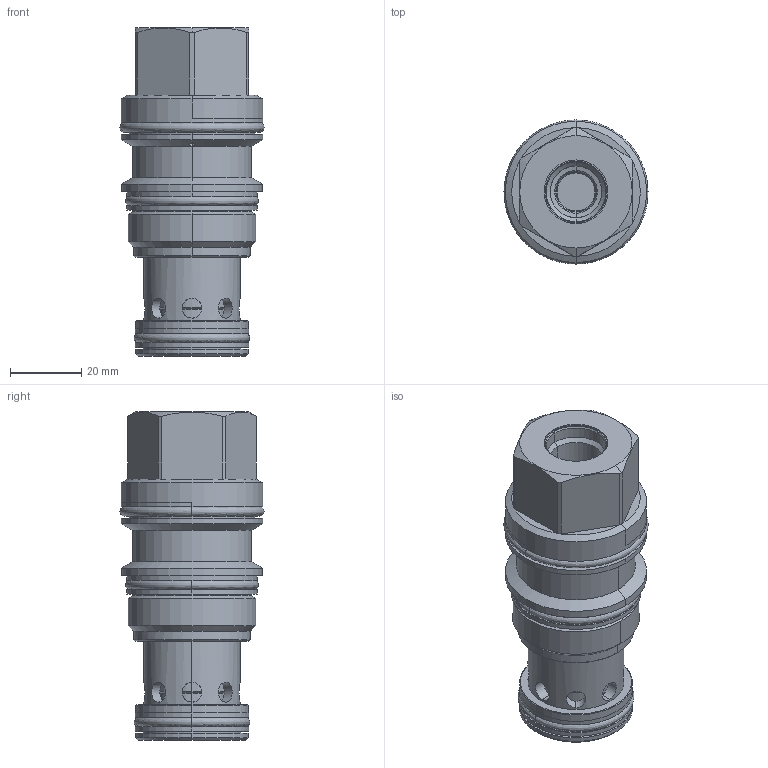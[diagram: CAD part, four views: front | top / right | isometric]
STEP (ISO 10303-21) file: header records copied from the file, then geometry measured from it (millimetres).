
FILE_DESCRIPTION((''),'2;1');
FILE_NAME('LOHA8-DN_PRT','2014-07-22T',('Administrator'),(''),'PRO/ENGINEER BY PARAMETRIC TECHNOLOGY CORPORATION, 2006240','PRO/ENGINEER BY PARAMETRIC TECHNOLOGY CORPORATION, 2006240','');
FILE_SCHEMA(('CONFIG_CONTROL_DESIGN'));
Length unit declared in the file: inch
Products named in the file (1): LOHA8-DN_PRT
Bounding box: 40.36 x 40.36 x 92.08 mm (x, y, z)
Volume: 76642.8 mm3; surface area: 21011.3 mm2
Topology: 4 solids, 4 shells, 174 faces, 389 edges, 228 vertices
Faces by surface type: cylinder 79, cone 32, plane 31, torus 18, revolution 12, sphere 2
Entity records: 6165 total; most frequent: CARTESIAN_POINT 2229, DIRECTION 841, ORIENTED_EDGE 778, EDGE_CURVE 389, AXIS2_PLACEMENT_3D 350, VERTEX_POINT 228, EDGE_LOOP 203, CIRCLE 188
